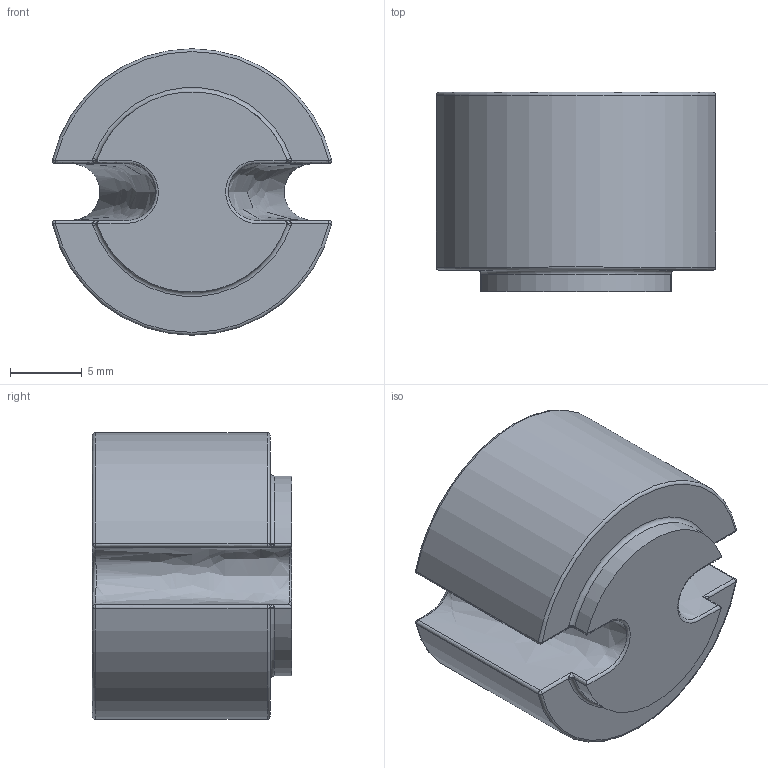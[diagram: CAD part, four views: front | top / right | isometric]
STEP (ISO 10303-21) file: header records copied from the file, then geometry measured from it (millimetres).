
FILE_DESCRIPTION(/* description */ (''),/* implementation_level */ '2;1');
FILE_NAME(/* name */ 'T6mule v1.step',/* time_stamp */ '2025-09-05T17:31:36+02:00',/* author */ (''),/* organization */ (''),/* preprocessor_version */ 'ST-DEVELOPER v20.1',/* originating_system */ 'Autodesk Translation Framework v14.10.0.0',/* authorisation */ '');
FILE_SCHEMA (('AUTOMOTIVE_DESIGN { 1 0 10303 214 3 1 1 }'));
Length unit declared in the file: millimetre
Products named in the file (1): T6mule
Bounding box: 19.5 x 13.9 x 20 mm (x, y, z)
Volume: 3616.3 mm3; surface area: 1593.7 mm2
Topology: 1 solids, 1 shells, 48 faces, 122 edges, 72 vertices
Faces by surface type: bspline 26, sphere 8, torus 6, plane 4, cylinder 4
Entity records: 2683 total; most frequent: CARTESIAN_POINT 1703, ORIENTED_EDGE 236, DIRECTION 138, EDGE_CURVE 118, B_SPLINE_CURVE_WITH_KNOTS 72, VERTEX_POINT 72, AXIS2_PLACEMENT_3D 69, FACE_OUTER_BOUND 48
